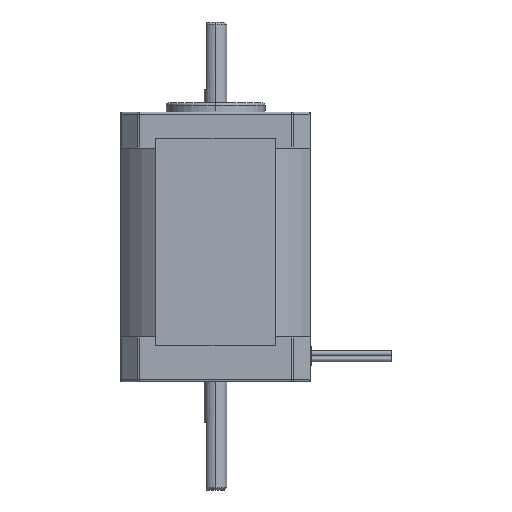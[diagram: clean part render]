
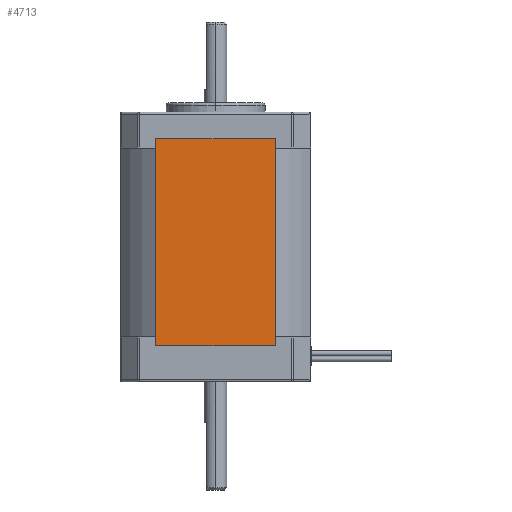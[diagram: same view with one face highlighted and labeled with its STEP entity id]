
A CAD part, left-side view. The second image highlights one B-rep face of the part: STEP entity #4713.
In plain terms, the highlighted planar face has unit normal (-1, 0, 0).
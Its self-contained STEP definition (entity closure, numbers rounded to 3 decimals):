
#602 = EDGE_CURVE ( 'NONE', #6947, #9002, #6634, .T. ) ;
#675 = VECTOR ( 'NONE', #1277, 1000. ) ;
#835 = VECTOR ( 'NONE', #9665, 1000. ) ;
#1023 = VERTEX_POINT ( 'NONE', #5750 ) ;
#1206 = AXIS2_PLACEMENT_3D ( 'NONE', #6491, #10438, #4101 ) ;
#1277 = DIRECTION ( 'NONE',  ( 0., 0., -1. ) ) ;
#1758 = FACE_OUTER_BOUND ( 'NONE', #1938, .T. ) ;
#1938 = EDGE_LOOP ( 'NONE', ( #3557, #8499, #6411, #9091 ) ) ;
#3290 = EDGE_CURVE ( 'NONE', #1023, #8315, #7908, .T. ) ;
#3506 = DIRECTION ( 'NONE',  ( 0., 0., -1. ) ) ;
#3557 = ORIENTED_EDGE ( 'NONE', *, *, #8941, .F. ) ;
#3604 = CARTESIAN_POINT ( 'NONE',  ( -21.16, 13.314, 54. ) ) ;
#3635 = VECTOR ( 'NONE', #10380, 1000. ) ;
#4101 = DIRECTION ( 'NONE',  ( 0., 1., 0. ) ) ;
#4371 = EDGE_CURVE ( 'NONE', #9002, #1023, #10143, .T. ) ;
#4385 = CARTESIAN_POINT ( 'NONE',  ( -21.16, 13.314, 113.85 ) ) ;
#4713 = ADVANCED_FACE ( 'NONE', ( #1758 ), #5690, .F. ) ;
#4733 = CARTESIAN_POINT ( 'NONE',  ( -21.16, 0., 8. ) ) ;
#5690 = PLANE ( 'NONE',  #1206 ) ;
#5750 = CARTESIAN_POINT ( 'NONE',  ( -21.16, 13.314, 8. ) ) ;
#6411 = ORIENTED_EDGE ( 'NONE', *, *, #4371, .T. ) ;
#6491 = CARTESIAN_POINT ( 'NONE',  ( -21.16, 0., 113.85 ) ) ;
#6634 = LINE ( 'NONE', #7608, #835 ) ;
#6947 = VERTEX_POINT ( 'NONE', #8796 ) ;
#7608 = CARTESIAN_POINT ( 'NONE',  ( -21.16, 0., 54. ) ) ;
#7744 = VECTOR ( 'NONE', #3506, 1000. ) ;
#7908 = LINE ( 'NONE', #4733, #3635 ) ;
#8223 = LINE ( 'NONE', #9254, #675 ) ;
#8315 = VERTEX_POINT ( 'NONE', #10016 ) ;
#8499 = ORIENTED_EDGE ( 'NONE', *, *, #602, .T. ) ;
#8796 = CARTESIAN_POINT ( 'NONE',  ( -21.16, -13.314, 54. ) ) ;
#8941 = EDGE_CURVE ( 'NONE', #6947, #8315, #8223, .T. ) ;
#9002 = VERTEX_POINT ( 'NONE', #3604 ) ;
#9091 = ORIENTED_EDGE ( 'NONE', *, *, #3290, .T. ) ;
#9254 = CARTESIAN_POINT ( 'NONE',  ( -21.16, -13.314, 113.85 ) ) ;
#9665 = DIRECTION ( 'NONE',  ( 0., 1., 0. ) ) ;
#10016 = CARTESIAN_POINT ( 'NONE',  ( -21.16, -13.314, 8. ) ) ;
#10143 = LINE ( 'NONE', #4385, #7744 ) ;
#10380 = DIRECTION ( 'NONE',  ( 0., -1., 0. ) ) ;
#10438 = DIRECTION ( 'NONE',  ( 1., 0., 0. ) ) ;
